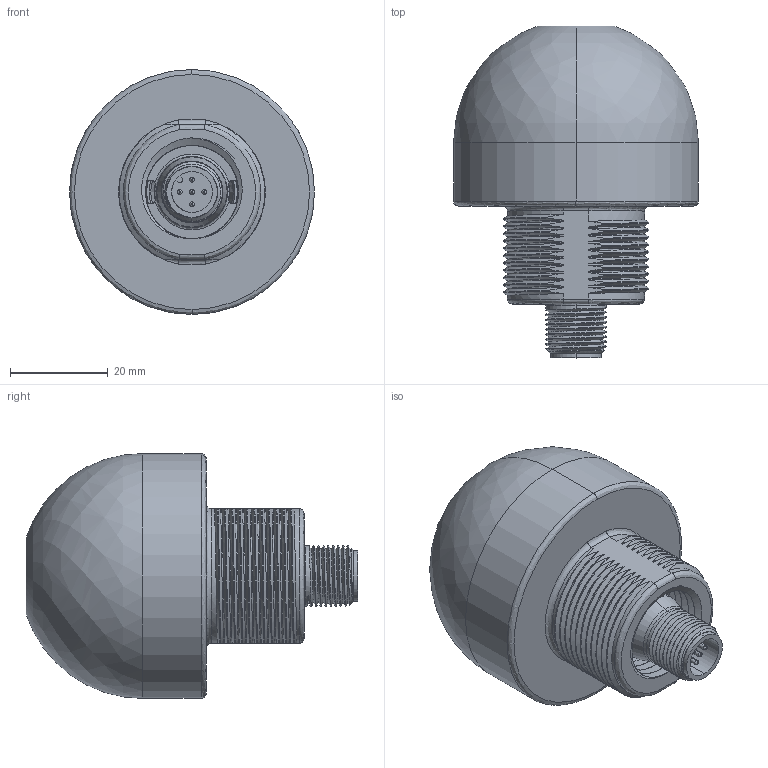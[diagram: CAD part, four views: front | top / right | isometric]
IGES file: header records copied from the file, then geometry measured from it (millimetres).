
Start section:  PTC IGES file: 144874.igs
Global section: file name: 144874.igs; native system: Pro/ENGINEER by Parametric Technology Corporation; preprocessor: 2006170; author: banengservice; organization: Unknown; date: 20090326.111135; units: inch
Bounding box: 50 x 67.77 x 50 mm (x, y, z)
Volume: 31448.8 mm3; surface area: 26590.6 mm2
Topology: 1 solids, 3 shells, 622 faces, 1549 edges, 971 vertices
Faces by surface type: revolution 320, bspline 302
